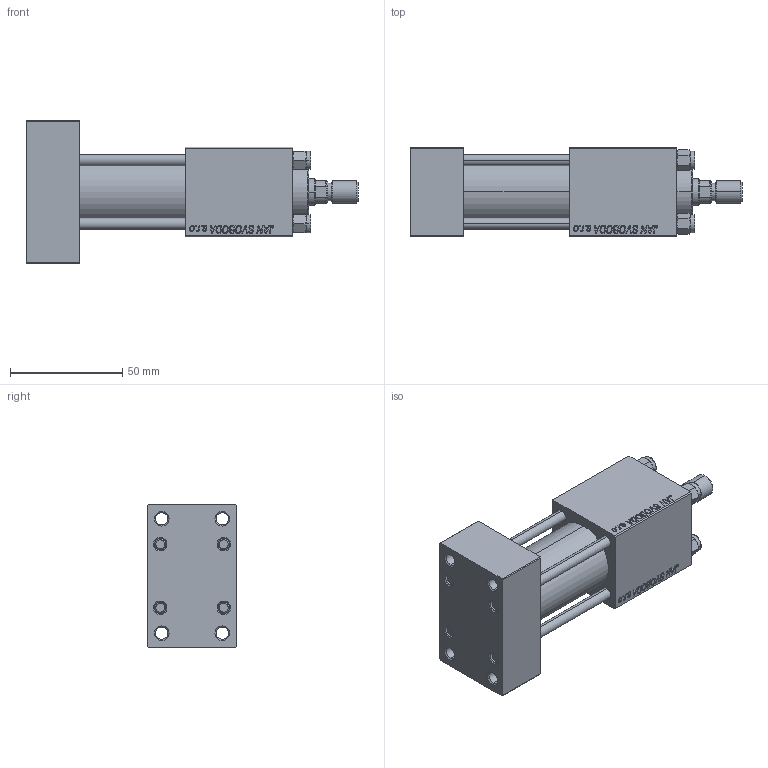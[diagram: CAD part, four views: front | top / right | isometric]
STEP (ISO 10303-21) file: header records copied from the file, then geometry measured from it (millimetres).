
FILE_DESCRIPTION (( 'STEP AP203' ), '1' );
FILE_NAME ('0d27.STEP', '2023-08-22T22:19:27', ( '' ), ( '' ), 'SwSTEP 2.0', 'SolidWorks 2019', '' );
FILE_SCHEMA (( 'CONFIG_CONTROL_DESIGN' ));
Length unit declared in the file: millimetre
Products named in the file (7): 0d27; V215CR_E_Body 5e283dc08d13576495bfd7dcff0d123b; V215_VC_A 5e283dc08d13576495bfd7dcff0d123b; V215CR_VCP_E 5e283dc08d13576495bfd7dcff0d123b; V215CR_TYCINKA_E 5e283dc08d13576495bfd7dcff0d123b; ROD_END_AH 5e283dc08d13576495bfd7dcff0d123b; NUT_M5_E 5e283dc08d13576495bfd7dcff0d123b
Assembly tree (12 placements, depth 2):
  0d27
    V215CR_E_Body 5e283dc08d13576495bfd7dcff0d123b
    V215CR_VCP_E 5e283dc08d13576495bfd7dcff0d123b
    V215CR_TYCINKA_E 5e283dc08d13576495bfd7dcff0d123b  x4
    NUT_M5_E 5e283dc08d13576495bfd7dcff0d123b  x4
    V215_VC_A 5e283dc08d13576495bfd7dcff0d123b
    ROD_END_AH 5e283dc08d13576495bfd7dcff0d123b
Bounding box: 148 x 40 x 64 mm (x, y, z)
Volume: 164946 mm3; surface area: 62715.2 mm2
Topology: 12 solids, 12 shells, 1150 faces, 2882 edges, 1861 vertices
Faces by surface type: plane 501, bspline 392, cone 156, cylinder 91, torus 10
Entity records: 50401 total; most frequent: CARTESIAN_POINT 27089, ORIENTED_EDGE 5256, DIRECTION 3348, EDGE_CURVE 2628, VERTEX_POINT 1717, VECTOR 1564, LINE 1564, EDGE_LOOP 1163
